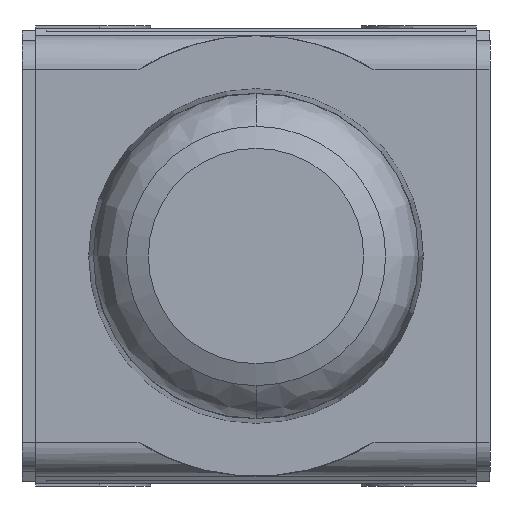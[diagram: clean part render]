
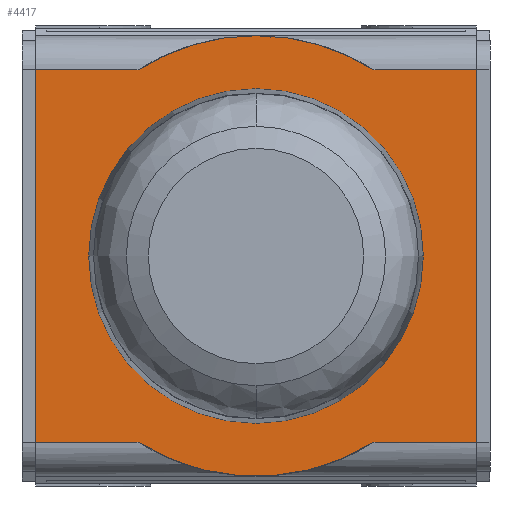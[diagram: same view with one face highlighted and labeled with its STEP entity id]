
A CAD part, front view. The second image highlights one B-rep face of the part: STEP entity #4417.
In plain terms, the highlighted planar face has unit normal (0, -1, 0).
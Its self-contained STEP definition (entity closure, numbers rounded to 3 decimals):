
#43 = DIRECTION ( 'NONE',  ( -1., 0., 0. ) ) ;
#95 = CARTESIAN_POINT ( 'NONE',  ( 12.052, 0., -19. ) ) ;
#114 = CIRCLE ( 'NONE', #5333, 22.5 ) ;
#375 = EDGE_CURVE ( 'NONE', #6293, #3148, #5457, .T. ) ;
#616 = LINE ( 'NONE', #4299, #3412 ) ;
#741 = DIRECTION ( 'NONE',  ( 0., 1., 0. ) ) ;
#972 = EDGE_LOOP ( 'NONE', ( #2971, #10951, #4503, #9001, #9929, #2418, #4745, #10306, #8211 ) ) ;
#1182 = CARTESIAN_POINT ( 'NONE',  ( 0., 0., 0. ) ) ;
#1287 = DIRECTION ( 'NONE',  ( 0., 1., 0. ) ) ;
#1336 = VERTEX_POINT ( 'NONE', #2776 ) ;
#2006 = DIRECTION ( 'NONE',  ( 0., 0., 1. ) ) ;
#2073 = CIRCLE ( 'NONE', #5746, 22.5 ) ;
#2418 = ORIENTED_EDGE ( 'NONE', *, *, #7385, .F. ) ;
#2449 = DIRECTION ( 'NONE',  ( 0., 0., 1. ) ) ;
#2643 = VERTEX_POINT ( 'NONE', #95 ) ;
#2725 = CARTESIAN_POINT ( 'NONE',  ( 22.5, 0., -19. ) ) ;
#2776 = CARTESIAN_POINT ( 'NONE',  ( -12.052, 0., -19. ) ) ;
#2912 = AXIS2_PLACEMENT_3D ( 'NONE', #9370, #5997, #2449 ) ;
#2971 = ORIENTED_EDGE ( 'NONE', *, *, #10942, .F. ) ;
#2973 = EDGE_CURVE ( 'NONE', #2643, #1336, #114, .T. ) ;
#3148 = VERTEX_POINT ( 'NONE', #4263 ) ;
#3381 = VERTEX_POINT ( 'NONE', #8937 ) ;
#3412 = VECTOR ( 'NONE', #43, 1000. ) ;
#3650 = DIRECTION ( 'NONE',  ( 0., 0., 1. ) ) ;
#4019 = EDGE_CURVE ( 'NONE', #5960, #4453, #6094, .T. ) ;
#4253 = CARTESIAN_POINT ( 'NONE',  ( 22.5, 0., 19. ) ) ;
#4263 = CARTESIAN_POINT ( 'NONE',  ( -22.5, 0., 19. ) ) ;
#4299 = CARTESIAN_POINT ( 'NONE',  ( 22.5, 0., -19. ) ) ;
#4417 = ADVANCED_FACE ( 'NONE', ( #8103 ), #6692, .F. ) ;
#4453 = VERTEX_POINT ( 'NONE', #9299 ) ;
#4472 = CARTESIAN_POINT ( 'NONE',  ( -22.5, 0., 19. ) ) ;
#4503 = ORIENTED_EDGE ( 'NONE', *, *, #375, .F. ) ;
#4745 = ORIENTED_EDGE ( 'NONE', *, *, #7118, .F. ) ;
#4875 = EDGE_CURVE ( 'NONE', #3381, #5960, #7395, .T. ) ;
#4901 = DIRECTION ( 'NONE',  ( 0., 1., 0. ) ) ;
#5132 = VECTOR ( 'NONE', #8999, 1000. ) ;
#5146 = LINE ( 'NONE', #7176, #7831 ) ;
#5242 = DIRECTION ( 'NONE',  ( 1., 0., 0. ) ) ;
#5333 = AXIS2_PLACEMENT_3D ( 'NONE', #5724, #4901, #9930 ) ;
#5457 = LINE ( 'NONE', #4472, #8552 ) ;
#5564 = VECTOR ( 'NONE', #5242, 1000. ) ;
#5637 = CARTESIAN_POINT ( 'NONE',  ( 22.5, 0., 19. ) ) ;
#5724 = CARTESIAN_POINT ( 'NONE',  ( 0., 0., 0. ) ) ;
#5746 = AXIS2_PLACEMENT_3D ( 'NONE', #1182, #1287, #2006 ) ;
#5887 = DIRECTION ( 'NONE',  ( -1., 0., 0. ) ) ;
#5960 = VERTEX_POINT ( 'NONE', #9426 ) ;
#5997 = DIRECTION ( 'NONE',  ( 0., 1., 0. ) ) ;
#6094 = LINE ( 'NONE', #10391, #5564 ) ;
#6293 = VERTEX_POINT ( 'NONE', #8303 ) ;
#6692 = PLANE ( 'NONE',  #11047 ) ;
#7118 = EDGE_CURVE ( 'NONE', #4453, #10127, #5146, .T. ) ;
#7176 = CARTESIAN_POINT ( 'NONE',  ( 22.5, 0., 19. ) ) ;
#7243 = EDGE_CURVE ( 'NONE', #3148, #7948, #11068, .T. ) ;
#7385 = EDGE_CURVE ( 'NONE', #10127, #2643, #9414, .T. ) ;
#7395 = CIRCLE ( 'NONE', #2912, 22.5 ) ;
#7831 = VECTOR ( 'NONE', #8749, 1000. ) ;
#7948 = VERTEX_POINT ( 'NONE', #8279 ) ;
#8103 = FACE_OUTER_BOUND ( 'NONE', #972, .T. ) ;
#8211 = ORIENTED_EDGE ( 'NONE', *, *, #4875, .F. ) ;
#8279 = CARTESIAN_POINT ( 'NONE',  ( -12.052, 0., 19. ) ) ;
#8303 = CARTESIAN_POINT ( 'NONE',  ( -22.5, 0., -19. ) ) ;
#8552 = VECTOR ( 'NONE', #3650, 1000. ) ;
#8749 = DIRECTION ( 'NONE',  ( 0., 0., -1. ) ) ;
#8937 = CARTESIAN_POINT ( 'NONE',  ( 0., 0., 22.5 ) ) ;
#8999 = DIRECTION ( 'NONE',  ( 1., 0., 0. ) ) ;
#9001 = ORIENTED_EDGE ( 'NONE', *, *, #10464, .F. ) ;
#9299 = CARTESIAN_POINT ( 'NONE',  ( 22.5, 0., 19. ) ) ;
#9370 = CARTESIAN_POINT ( 'NONE',  ( 0., 0., 0. ) ) ;
#9414 = LINE ( 'NONE', #10258, #10381 ) ;
#9426 = CARTESIAN_POINT ( 'NONE',  ( 12.052, 0., 19. ) ) ;
#9929 = ORIENTED_EDGE ( 'NONE', *, *, #2973, .F. ) ;
#9930 = DIRECTION ( 'NONE',  ( 0., 0., 1. ) ) ;
#10127 = VERTEX_POINT ( 'NONE', #2725 ) ;
#10258 = CARTESIAN_POINT ( 'NONE',  ( 22.5, 0., -19. ) ) ;
#10306 = ORIENTED_EDGE ( 'NONE', *, *, #4019, .F. ) ;
#10381 = VECTOR ( 'NONE', #5887, 1000. ) ;
#10391 = CARTESIAN_POINT ( 'NONE',  ( 22.5, 0., 19. ) ) ;
#10464 = EDGE_CURVE ( 'NONE', #1336, #6293, #616, .T. ) ;
#10942 = EDGE_CURVE ( 'NONE', #7948, #3381, #2073, .T. ) ;
#10951 = ORIENTED_EDGE ( 'NONE', *, *, #7243, .F. ) ;
#11047 = AXIS2_PLACEMENT_3D ( 'NONE', #4253, #741, #11064 ) ;
#11064 = DIRECTION ( 'NONE',  ( 0., 0., 1. ) ) ;
#11068 = LINE ( 'NONE', #5637, #5132 ) ;
